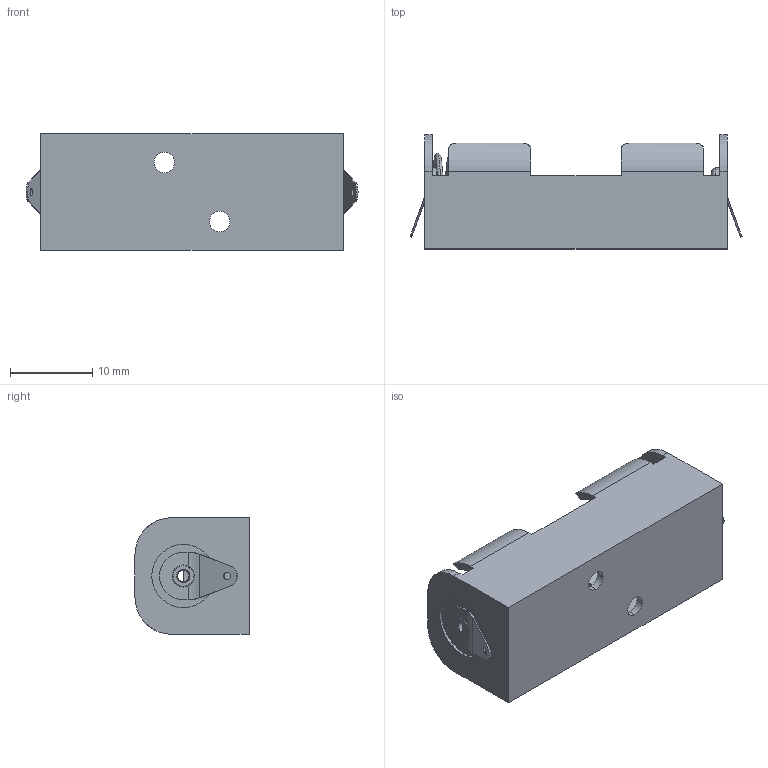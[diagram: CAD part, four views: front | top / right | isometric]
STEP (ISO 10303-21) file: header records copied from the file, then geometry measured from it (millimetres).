
FILE_DESCRIPTION (( 'STEP AP214' ), '1' );
FILE_NAME ('BHNL.STEP', '2019-12-08T06:47:35', ( '' ), ( '' ), 'SwSTEP 2.0', 'SolidWorks 2017', '' );
FILE_SCHEMA (( 'AUTOMOTIVE_DESIGN' ));
Length unit declared in the file: millimetre
Products named in the file (1): BHNL
Bounding box: 40.47 x 13.9 x 14.22 mm (x, y, z)
Volume: 1477.7 mm3; surface area: 3828.8 mm2
Topology: 3 solids, 3 shells, 184 faces, 472 edges, 306 vertices
Faces by surface type: cylinder 82, plane 80, torus 20, bspline 2
Entity records: 7999 total; most frequent: CARTESIAN_POINT 3388, DIRECTION 966, ORIENTED_EDGE 944, EDGE_CURVE 472, AXIS2_PLACEMENT_3D 360, VERTEX_POINT 306, LINE 246, VECTOR 246
